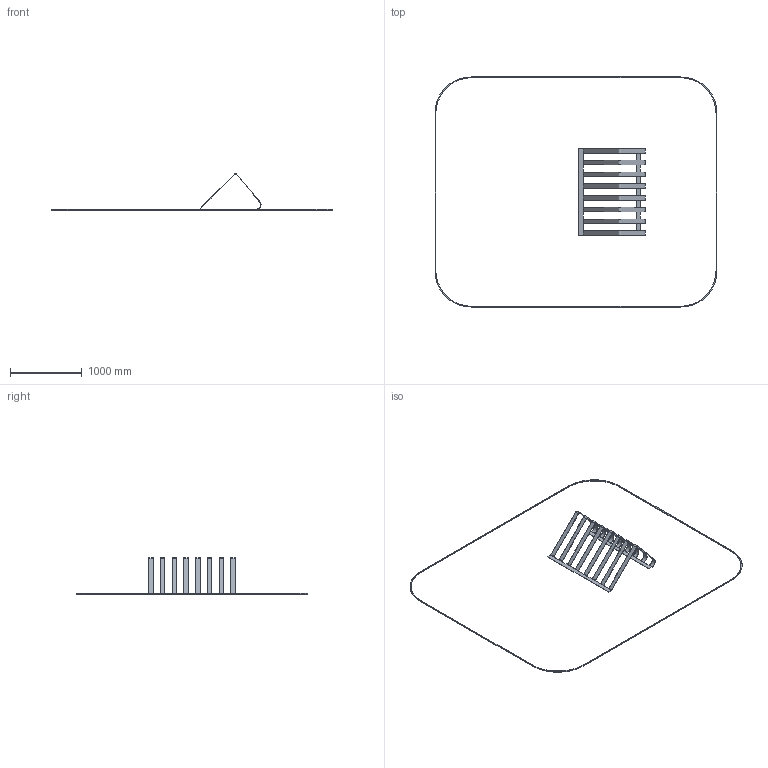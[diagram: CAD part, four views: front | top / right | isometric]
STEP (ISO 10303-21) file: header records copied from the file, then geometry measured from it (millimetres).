
FILE_DESCRIPTION(('STEP AP214'), '1');
FILE_NAME('ﾂ-9 濵籵', '', ('UNSPECIFIED'), ('UNSPECIFIED'), 'C3D Converter', 'C3D Toolkit', '');
FILE_SCHEMA(('AUTOMOTIVE_DESIGN { 1 0 10303 214 3 1 1}'));
Length unit declared in the file: millimetre
Bounding box: 3919.63 x 3200 x 506.01 mm (x, y, z)
Volume: 4692468.7 mm3; surface area: 2269376.3 mm2
Topology: 2 solids, 2 shells, 206 faces, 456 edges, 240 vertices
Faces by surface type: plane 146, cylinder 60
Entity records: 7150 total; most frequent: DIRECTION 990, ORIENTED_EDGE 912, CARTESIAN_POINT 903, EDGE_CURVE 456, LINE 336, VECTOR 336, AXIS2_PLACEMENT_3D 327, VERTEX_POINT 240
